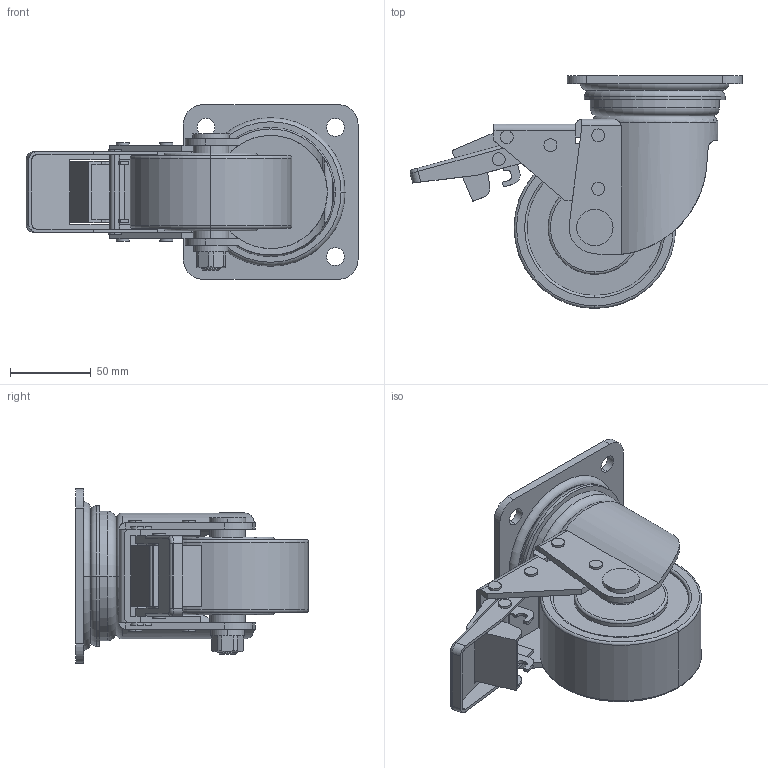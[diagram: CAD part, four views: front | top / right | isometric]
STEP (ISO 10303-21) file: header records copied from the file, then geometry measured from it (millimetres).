
FILE_DESCRIPTION (( 'STEP AP203' ), '1' );
FILE_NAME ('K-507YS-100.STEP', '2015-09-01T04:29:14', ( '' ), ( '' ), 'SwSTEP 2.0', 'SolidWorks 2012', '' );
FILE_SCHEMA (( 'CONFIG_CONTROL_DESIGN' ));
Length unit declared in the file: millimetre
Products named in the file (1): K-507YS-100
Bounding box: 205.38 x 144 x 108 mm (x, y, z)
Volume: 642500.1 mm3; surface area: 125193.4 mm2
Topology: 1 solids, 1 shells, 250 faces, 660 edges, 424 vertices
Faces by surface type: plane 115, cylinder 109, torus 24, cone 2
Entity records: 8208 total; most frequent: CARTESIAN_POINT 1722, DIRECTION 1403, ORIENTED_EDGE 1320, EDGE_CURVE 660, AXIS2_PLACEMENT_3D 523, VERTEX_POINT 424, VECTOR 357, LINE 357
